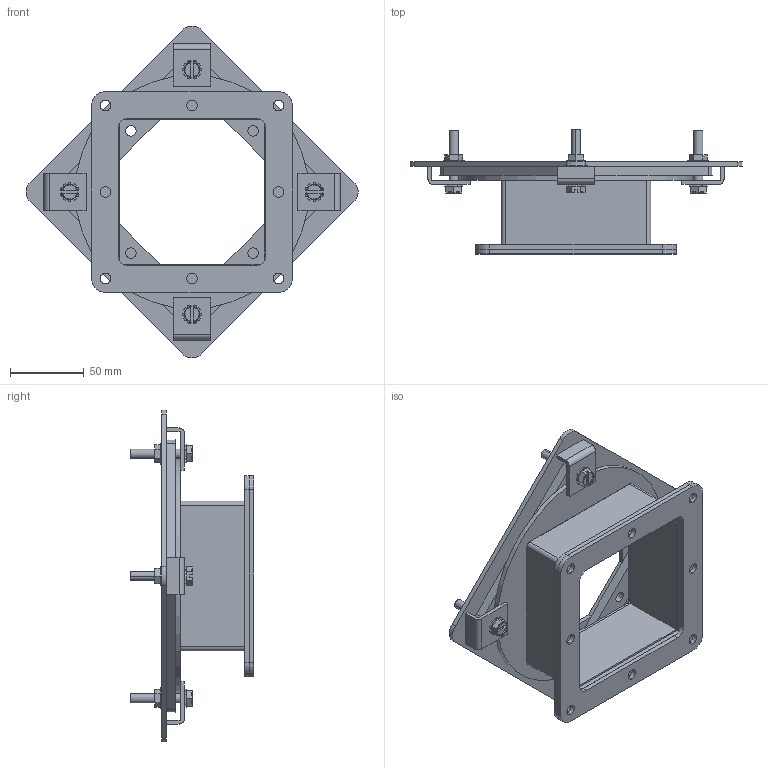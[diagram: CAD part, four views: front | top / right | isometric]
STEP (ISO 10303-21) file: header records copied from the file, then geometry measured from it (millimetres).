
FILE_DESCRIPTION (( 'STEP AP203' ), '1' );
FILE_NAME ('1487CV2.step', '2024-04-25T14:32:37', ( '' ), ( '' ), 'SwSTEP 2.0', 'SolidWorks 2023', '' );
FILE_SCHEMA (( 'CONFIG_CONTROL_DESIGN' ));
Length unit declared in the file: inch
Products named in the file (1): 1487CV2
Bounding box: 225.52 x 84.05 x 225.52 mm (x, y, z)
Volume: 241976 mm3; surface area: 177938.9 mm2
Topology: 22 solids, 22 shells, 532 faces, 1438 edges, 958 vertices
Faces by surface type: plane 342, cylinder 180, bspline 8, cone 2
Entity records: 17365 total; most frequent: CARTESIAN_POINT 3457, ORIENTED_EDGE 2876, DIRECTION 2826, EDGE_CURVE 1438, LINE 1052, VECTOR 1052, VERTEX_POINT 958, AXIS2_PLACEMENT_3D 887
